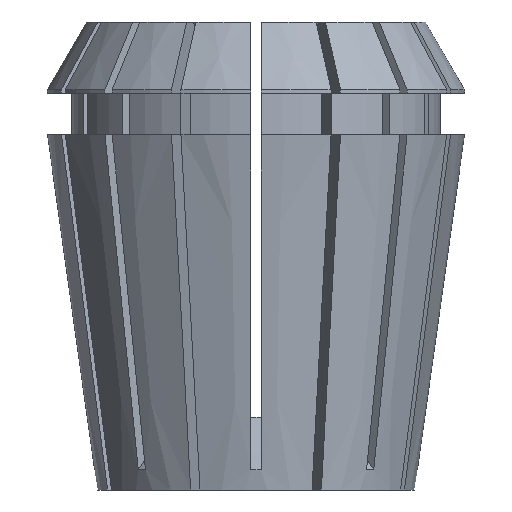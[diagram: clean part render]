
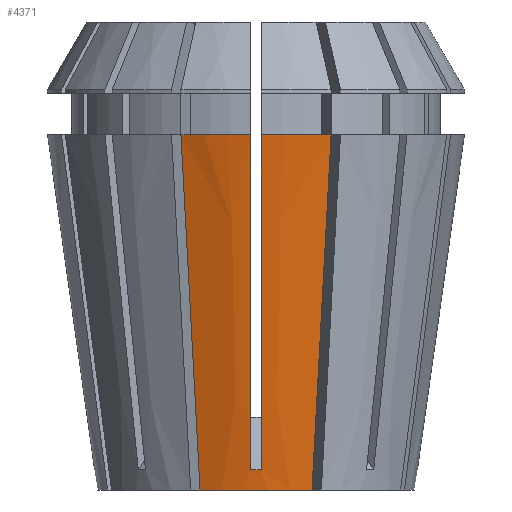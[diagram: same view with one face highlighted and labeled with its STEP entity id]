
A CAD part, left-side view. The second image highlights one B-rep face of the part: STEP entity #4371.
In plain terms, the highlighted conical face has half-angle 8 degrees and reference radius 15.595 mm.
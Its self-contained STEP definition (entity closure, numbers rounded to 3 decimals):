
#16 = B_SPLINE_CURVE_WITH_KNOTS ( 'NONE', 3,
 ( #5137, #971, #1843, #5216, #2674, #1826, #134, #1422, #3099, #560 ),
 .UNSPECIFIED., .F., .F.,
 ( 4, 3, 3, 4 ),
 ( 0.074, 0.077, 0.105, 0.108 ),
 .UNSPECIFIED. ) ;
#47 = CARTESIAN_POINT ( 'NONE',  ( -15.879, -0.167, 1.998 ) ) ;
#55 = CARTESIAN_POINT ( 'NONE',  ( 0., 0., 34.9 ) ) ;
#122 = CONICAL_SURFACE ( 'NONE', #2143, 15.595, 0.14 ) ;
#134 = CARTESIAN_POINT ( 'NONE',  ( -16.206, 0.5, 4.396 ) ) ;
#135 = DIRECTION ( 'NONE',  ( -1., 0., 0. ) ) ;
#186 = CARTESIAN_POINT ( 'NONE',  ( -16.104, -6.129, 11.633 ) ) ;
#220 = CARTESIAN_POINT ( 'NONE',  ( 0., 0., 34.9 ) ) ;
#361 = VERTEX_POINT ( 'NONE', #3049 ) ;
#560 = CARTESIAN_POINT ( 'NONE',  ( -15.87, 0.5, 2.007 ) ) ;
#569 = CARTESIAN_POINT ( 'NONE',  ( -19.126, -7.381, 34.9 ) ) ;
#605 = DIRECTION ( 'NONE',  ( 0., 0., -1. ) ) ;
#622 = CARTESIAN_POINT ( 'NONE',  ( -19.126, 7.381, 34.9 ) ) ;
#626 = VERTEX_POINT ( 'NONE', #4225 ) ;
#770 = DIRECTION ( 'NONE',  ( 0., 0., 1. ) ) ;
#822 = ORIENTED_EDGE ( 'NONE', *, *, #3179, .T. ) ;
#851 = AXIS2_PLACEMENT_3D ( 'NONE', #55, #5141, #135 ) ;
#882 = ORIENTED_EDGE ( 'NONE', *, *, #3840, .F. ) ;
#971 = CARTESIAN_POINT ( 'NONE',  ( -20.386, 0.5, 34.128 ) ) ;
#979 = CARTESIAN_POINT ( 'NONE',  ( -15.87, -0.5, 2.007 ) ) ;
#998 = CARTESIAN_POINT ( 'NONE',  ( -17.615, -6.755, 23.267 ) ) ;
#1042 = DIRECTION ( 'NONE',  ( -1., 0., 0. ) ) ;
#1088 = ORIENTED_EDGE ( 'NONE', *, *, #3382, .T. ) ;
#1102 = ORIENTED_EDGE ( 'NONE', *, *, #4043, .F. ) ;
#1265 = B_SPLINE_CURVE_WITH_KNOTS ( 'NONE', 3,
 ( #569, #998, #186, #4382 ),
 .UNSPECIFIED., .F., .F.,
 ( 4, 4 ),
 ( 0., 0.035 ),
 .UNSPECIFIED. ) ;
#1280 = VERTEX_POINT ( 'NONE', #2906 ) ;
#1388 = CIRCLE ( 'NONE', #2172, 20.5 ) ;
#1422 = CARTESIAN_POINT ( 'NONE',  ( -16.094, 0.5, 3.6 ) ) ;
#1568 = ORIENTED_EDGE ( 'NONE', *, *, #3956, .F. ) ;
#1767 = CARTESIAN_POINT ( 'NONE',  ( -20.277, -0.5, 33.356 ) ) ;
#1781 = DIRECTION ( 'NONE',  ( 0., 0., -1. ) ) ;
#1826 = CARTESIAN_POINT ( 'NONE',  ( -17.527, 0.5, 13.792 ) ) ;
#1843 = CARTESIAN_POINT ( 'NONE',  ( -20.277, 0.5, 33.356 ) ) ;
#1844 = CARTESIAN_POINT ( 'NONE',  ( -19.126, 7.381, 34.9 ) ) ;
#2143 = AXIS2_PLACEMENT_3D ( 'NONE', #3761, #770, #2498 ) ;
#2153 = B_SPLINE_CURVE_WITH_KNOTS ( 'NONE', 3,
 ( #1844, #3117, #2691, #2291 ),
 .UNSPECIFIED., .F., .F.,
 ( 4, 4 ),
 ( 0., 0.035 ),
 .UNSPECIFIED. ) ;
#2156 = CARTESIAN_POINT ( 'NONE',  ( -17.527, -0.5, 13.792 ) ) ;
#2172 = AXIS2_PLACEMENT_3D ( 'NONE', #220, #605, #1042 ) ;
#2186 = CARTESIAN_POINT ( 'NONE',  ( -15.982, -0.5, 2.803 ) ) ;
#2214 = DIRECTION ( 'NONE',  ( -1., 0., 0. ) ) ;
#2291 = CARTESIAN_POINT ( 'NONE',  ( -14.592, 5.503, 0. ) ) ;
#2408 = VERTEX_POINT ( 'NONE', #4521 ) ;
#2498 = DIRECTION ( 'NONE',  ( 1., 0., 0. ) ) ;
#2509 = B_SPLINE_CURVE_WITH_KNOTS ( 'NONE', 3,
 ( #5182, #2584, #47, #979 ),
 .UNSPECIFIED., .F., .F.,
 ( 4, 4 ),
 ( 0., 0.001 ),
 .UNSPECIFIED. ) ;
#2548 = CARTESIAN_POINT ( 'NONE',  ( -20.386, -0.5, 34.128 ) ) ;
#2558 = CARTESIAN_POINT ( 'NONE',  ( -20.169, -0.5, 32.584 ) ) ;
#2574 = CARTESIAN_POINT ( 'NONE',  ( -20.494, -0.5, 34.9 ) ) ;
#2584 = CARTESIAN_POINT ( 'NONE',  ( -15.879, 0.167, 1.998 ) ) ;
#2641 = FACE_OUTER_BOUND ( 'NONE', #3500, .T. ) ;
#2674 = CARTESIAN_POINT ( 'NONE',  ( -18.848, 0.5, 23.188 ) ) ;
#2691 = CARTESIAN_POINT ( 'NONE',  ( -16.104, 6.129, 11.633 ) ) ;
#2748 = VERTEX_POINT ( 'NONE', #4000 ) ;
#2759 = CARTESIAN_POINT ( 'NONE',  ( -19.126, -7.381, 34.9 ) ) ;
#2906 = CARTESIAN_POINT ( 'NONE',  ( -20.494, 0.5, 34.9 ) ) ;
#2968 = CARTESIAN_POINT ( 'NONE',  ( -15.87, -0.5, 2.007 ) ) ;
#3035 = CARTESIAN_POINT ( 'NONE',  ( -16.206, -0.5, 4.396 ) ) ;
#3042 = CIRCLE ( 'NONE', #851, 20.5 ) ;
#3049 = CARTESIAN_POINT ( 'NONE',  ( -15.87, -0.5, 2.007 ) ) ;
#3056 = CARTESIAN_POINT ( 'NONE',  ( -20.494, -0.5, 34.9 ) ) ;
#3099 = CARTESIAN_POINT ( 'NONE',  ( -15.982, 0.5, 2.803 ) ) ;
#3117 = CARTESIAN_POINT ( 'NONE',  ( -17.615, 6.755, 23.267 ) ) ;
#3179 = EDGE_CURVE ( 'NONE', #1280, #3321, #3042, .T. ) ;
#3321 = VERTEX_POINT ( 'NONE', #622 ) ;
#3382 = EDGE_CURVE ( 'NONE', #3321, #2748, #2153, .T. ) ;
#3500 = EDGE_LOOP ( 'NONE', ( #822, #1088, #1568, #4047, #5180, #4287, #882, #1102 ) ) ;
#3761 = CARTESIAN_POINT ( 'NONE',  ( 0., 0., 0. ) ) ;
#3840 = EDGE_CURVE ( 'NONE', #2408, #361, #2509, .T. ) ;
#3956 = EDGE_CURVE ( 'NONE', #626, #2748, #4566, .T. ) ;
#4000 = CARTESIAN_POINT ( 'NONE',  ( -14.592, 5.503, 0. ) ) ;
#4043 = EDGE_CURVE ( 'NONE', #1280, #2408, #16, .T. ) ;
#4047 = ORIENTED_EDGE ( 'NONE', *, *, #4692, .F. ) ;
#4225 = CARTESIAN_POINT ( 'NONE',  ( -14.592, -5.503, 0. ) ) ;
#4287 = ORIENTED_EDGE ( 'NONE', *, *, #5013, .T. ) ;
#4371 = ADVANCED_FACE ( 'NONE', ( #2641 ), #122, .T. ) ;
#4382 = CARTESIAN_POINT ( 'NONE',  ( -14.592, -5.503, 0. ) ) ;
#4521 = CARTESIAN_POINT ( 'NONE',  ( -15.87, 0.5, 2.007 ) ) ;
#4566 = CIRCLE ( 'NONE', #4941, 15.595 ) ;
#4623 = EDGE_CURVE ( 'NONE', #4662, #5145, #1388, .T. ) ;
#4635 = B_SPLINE_CURVE_WITH_KNOTS ( 'NONE', 3,
 ( #2574, #2548, #1767, #2558, #4731, #2156, #3035, #5136, #2186, #2968 ),
 .UNSPECIFIED., .F., .F.,
 ( 4, 3, 3, 4 ),
 ( 0.074, 0.077, 0.105, 0.108 ),
 .UNSPECIFIED. ) ;
#4662 = VERTEX_POINT ( 'NONE', #2759 ) ;
#4692 = EDGE_CURVE ( 'NONE', #4662, #626, #1265, .T. ) ;
#4731 = CARTESIAN_POINT ( 'NONE',  ( -18.848, -0.5, 23.188 ) ) ;
#4941 = AXIS2_PLACEMENT_3D ( 'NONE', #5114, #1781, #2214 ) ;
#5013 = EDGE_CURVE ( 'NONE', #5145, #361, #4635, .T. ) ;
#5114 = CARTESIAN_POINT ( 'NONE',  ( 0., 0., 0. ) ) ;
#5136 = CARTESIAN_POINT ( 'NONE',  ( -16.094, -0.5, 3.6 ) ) ;
#5137 = CARTESIAN_POINT ( 'NONE',  ( -20.494, 0.5, 34.9 ) ) ;
#5141 = DIRECTION ( 'NONE',  ( 0., 0., -1. ) ) ;
#5145 = VERTEX_POINT ( 'NONE', #3056 ) ;
#5180 = ORIENTED_EDGE ( 'NONE', *, *, #4623, .T. ) ;
#5182 = CARTESIAN_POINT ( 'NONE',  ( -15.87, 0.5, 2.007 ) ) ;
#5216 = CARTESIAN_POINT ( 'NONE',  ( -20.169, 0.5, 32.584 ) ) ;
